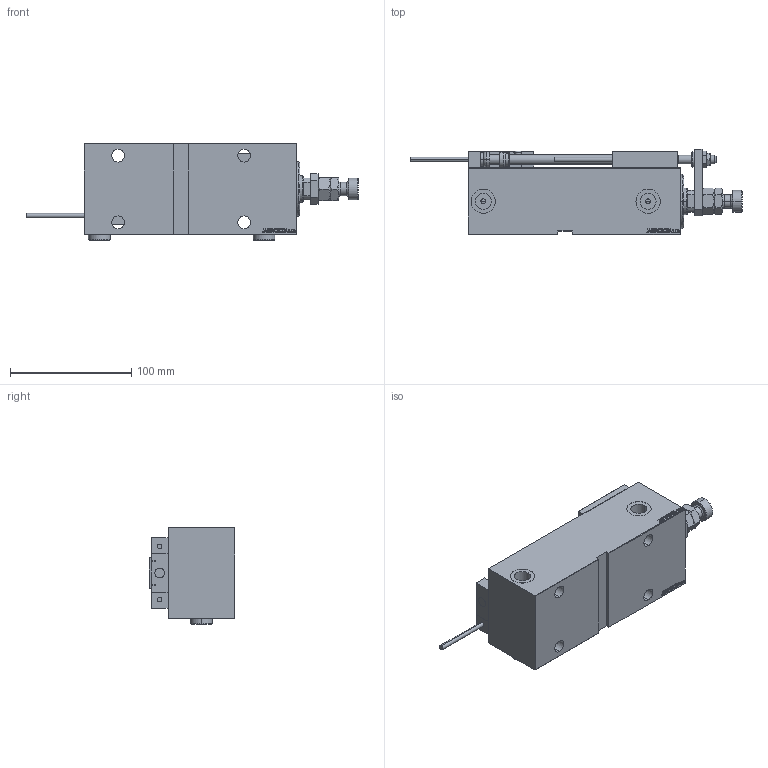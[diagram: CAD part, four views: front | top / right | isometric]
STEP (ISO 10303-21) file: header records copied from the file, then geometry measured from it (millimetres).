
FILE_DESCRIPTION (( 'STEP AP203' ), '1' );
FILE_NAME ('59e8.STEP', '2024-05-20T09:41:06', ( '' ), ( '' ), 'SwSTEP 2.0', 'SolidWorks 2019', '' );
FILE_SCHEMA (( 'CONFIG_CONTROL_DESIGN' ));
Length unit declared in the file: millimetre
Products named in the file (18): KONCOVKA 7b554f6cef447086564125837402dc36; 59e8; NUT_D10 7b554f6cef447086564125837402dc36; NUT_D12 7b554f6cef447086564125837402dc36; TYC_L79 7b554f6cef447086564125837402dc36; Zatka_OIL_PORT 7b554f6cef447086564125837402dc36; V450CM_E_VCP 7b554f6cef447086564125837402dc36; Block 7b554f6cef447086564125837402dc36; ZARAZKA 7b554f6cef447086564125837402dc36; ALLEN BOLT D5 7b554f6cef447086564125837402dc36; SWITCH X 7b554f6cef447086564125837402dc36; V450CM_E_Body 7b554f6cef447086564125837402dc36; ALLEN BOLT D8 7b554f6cef447086564125837402dc36; X_Y_MFA 7b554f6cef447086564125837402dc36; V450CM_VC_B 7b554f6cef447086564125837402dc36; SWITCH DIM B,W 7b554f6cef447086564125837402dc36; SWITCH_X_FRONT_BACK 7b554f6cef447086564125837402dc36; MAGNET 7b554f6cef447086564125837402dc36
Assembly tree (28 placements, depth 3):
  59e8
    V450CM_E_Body 7b554f6cef447086564125837402dc36
    V450CM_E_VCP 7b554f6cef447086564125837402dc36
    V450CM_VC_B 7b554f6cef447086564125837402dc36
    SWITCH X 7b554f6cef447086564125837402dc36
      SWITCH_X_FRONT_BACK 7b554f6cef447086564125837402dc36  x2
      TYC_L79 7b554f6cef447086564125837402dc36
      Block 7b554f6cef447086564125837402dc36  x2
      ALLEN BOLT D5 7b554f6cef447086564125837402dc36  x4
      ALLEN BOLT D8 7b554f6cef447086564125837402dc36  x4
      MAGNET 7b554f6cef447086564125837402dc36  x2
      KONCOVKA 7b554f6cef447086564125837402dc36  x2
    SWITCH DIM B,W 7b554f6cef447086564125837402dc36
    ZARAZKA 7b554f6cef447086564125837402dc36
    NUT_D10 7b554f6cef447086564125837402dc36
    NUT_D12 7b554f6cef447086564125837402dc36
    X_Y_MFA 7b554f6cef447086564125837402dc36
    Zatka_OIL_PORT 7b554f6cef447086564125837402dc36  x2
Bounding box: 274 x 70.5 x 79.9 mm (x, y, z)
Volume: 705494 mm3; surface area: 133914.7 mm2
Topology: 27 solids, 27 shells, 1398 faces, 3318 edges, 2108 vertices
Faces by surface type: plane 621, bspline 380, cylinder 200, cone 145, torus 48, sphere 4
Entity records: 52861 total; most frequent: CARTESIAN_POINT 26218, ORIENTED_EDGE 5576, DIRECTION 3869, EDGE_CURVE 2788, VERTEX_POINT 1808, LINE 1575, VECTOR 1575, EDGE_LOOP 1296
